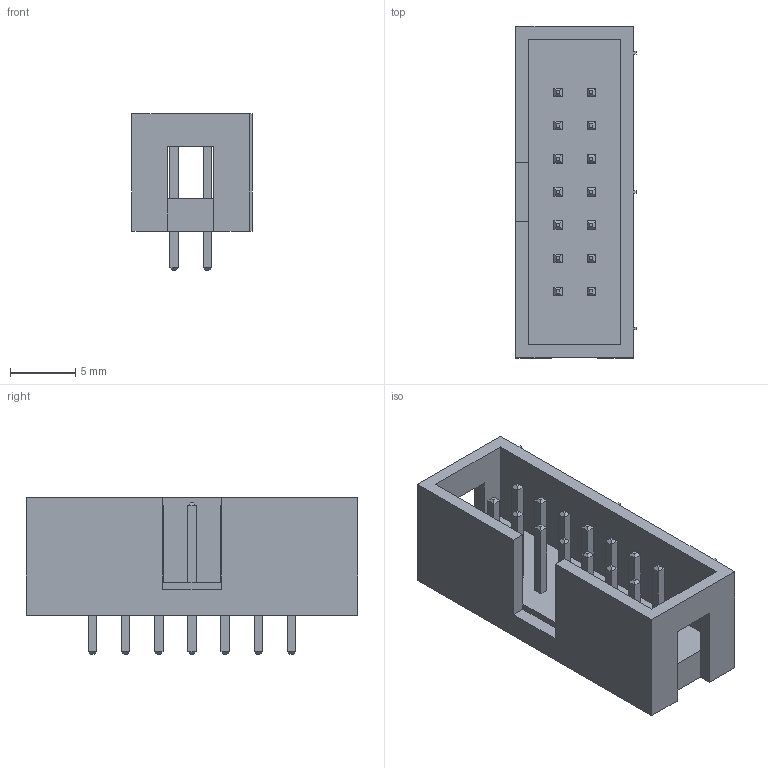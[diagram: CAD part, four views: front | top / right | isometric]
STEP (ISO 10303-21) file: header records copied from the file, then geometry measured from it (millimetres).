
FILE_DESCRIPTION(('FreeCAD Model'),'2;1');
FILE_NAME('Box_Header_Straight_2x07.step', '2019-08-18T01:24:14',('Author'),(''), 'Open CASCADE STEP processor 6.8','FreeCAD','Unknown');
FILE_SCHEMA(('AUTOMOTIVE_DESIGN_CC2 { 1 2 10303 214 -1 1 5 4 }'));
Length unit declared in the file: millimetre
Products named in the file (1): Box_Header_Straight_2x07
Bounding box: 9.2 x 25.4 x 12 mm (x, y, z)
Volume: 967.8 mm3; surface area: 1724 mm2
Topology: 1 solids, 1 shells, 288 faces, 668 edges, 406 vertices
Faces by surface type: plane 288
Entity records: 9885 total; most frequent: CARTESIAN_POINT 1363, ORIENTED_EDGE 1336, DIRECTION 1246, EDGE_CURVE 668, LINE 668, VECTOR 668, VERTEX_POINT 406, FACE_BOUND 316
